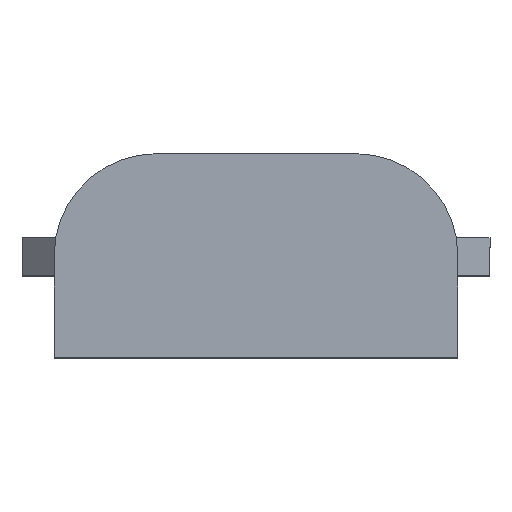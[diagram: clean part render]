
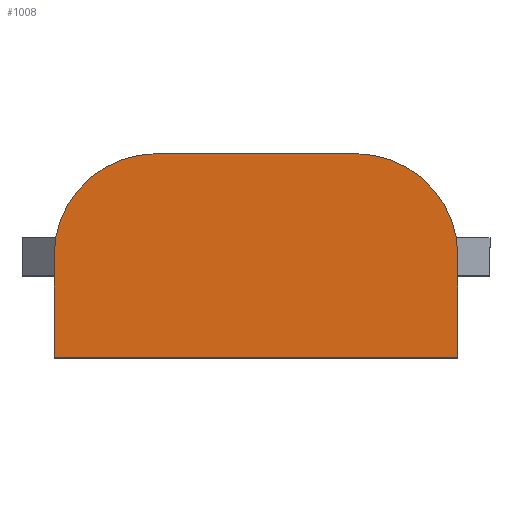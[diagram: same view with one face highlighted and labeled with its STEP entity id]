
A CAD part, top view. The second image highlights one B-rep face of the part: STEP entity #1008.
In plain terms, the highlighted planar face has unit normal (0, 0, 1).
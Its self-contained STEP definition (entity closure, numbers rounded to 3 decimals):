
#796=CARTESIAN_POINT('',(-2.385,0.,8.01));
#797=VERTEX_POINT('',#796);
#798=CARTESIAN_POINT('',(-1.18,1.205,8.01));
#799=VERTEX_POINT('',#798);
#800=CARTESIAN_POINT('',(-1.18,0.,8.01));
#801=DIRECTION('',(0.0,0.0,-1.));
#802=DIRECTION('',(-0.707,0.707,0.0));
#803=AXIS2_PLACEMENT_3D('',#800,#801,#802);
#804=CIRCLE('',#803,1.205);
#805=EDGE_CURVE('',#797,#799,#804,.T.);
#838=CARTESIAN_POINT('',(1.18,1.205,8.01));
#839=VERTEX_POINT('',#838);
#840=CARTESIAN_POINT('',(-1.18,1.205,8.01));
#841=DIRECTION('',(1.0,0.0,0.0));
#842=VECTOR('',#841,2.36);
#843=LINE('',#840,#842);
#844=EDGE_CURVE('',#799,#839,#843,.T.);
#869=CARTESIAN_POINT('',(2.385,0.,8.01));
#870=VERTEX_POINT('',#869);
#871=CARTESIAN_POINT('',(1.18,0.,8.01));
#872=DIRECTION('',(0.0,0.0,-1.0));
#873=DIRECTION('',(0.707,0.707,0.0));
#874=AXIS2_PLACEMENT_3D('',#871,#872,#873);
#875=CIRCLE('',#874,1.205);
#876=EDGE_CURVE('',#839,#870,#875,.T.);
#902=CARTESIAN_POINT('',(2.385,-1.205,8.01));
#903=VERTEX_POINT('',#902);
#904=CARTESIAN_POINT('',(2.385,0.,8.01));
#905=DIRECTION('',(0.0,-1.0,0.0));
#906=VECTOR('',#905,1.205);
#907=LINE('',#904,#906);
#908=EDGE_CURVE('',#870,#903,#907,.T.);
#933=CARTESIAN_POINT('',(-2.385,-1.205,8.01));
#934=VERTEX_POINT('',#933);
#935=CARTESIAN_POINT('',(2.385,-1.205,8.01));
#936=DIRECTION('',(-1.0,0.0,0.0));
#937=VECTOR('',#936,4.77);
#938=LINE('',#935,#937);
#939=EDGE_CURVE('',#903,#934,#938,.T.);
#964=CARTESIAN_POINT('',(-2.385,-1.205,8.01));
#965=DIRECTION('',(0.0,1.0,0.0));
#966=VECTOR('',#965,1.205);
#967=LINE('',#964,#966);
#968=EDGE_CURVE('',#934,#797,#967,.T.);
#995=CARTESIAN_POINT('',(0.,-0.114,8.01));
#996=DIRECTION('',(0.0,0.0,1.0));
#997=DIRECTION('',(1.0,0.0,0.0));
#998=AXIS2_PLACEMENT_3D('',#995,#996,#997);
#999=PLANE('',#998);
#1000=ORIENTED_EDGE('',*,*,#805,.F.);
#1001=ORIENTED_EDGE('',*,*,#968,.F.);
#1002=ORIENTED_EDGE('',*,*,#939,.F.);
#1003=ORIENTED_EDGE('',*,*,#908,.F.);
#1004=ORIENTED_EDGE('',*,*,#876,.F.);
#1005=ORIENTED_EDGE('',*,*,#844,.F.);
#1006=EDGE_LOOP('',(#1000,#1001,#1002,#1003,#1004,#1005));
#1007=FACE_OUTER_BOUND('',#1006,.T.);
#1008=ADVANCED_FACE('',(#1007),#999,.T.);
